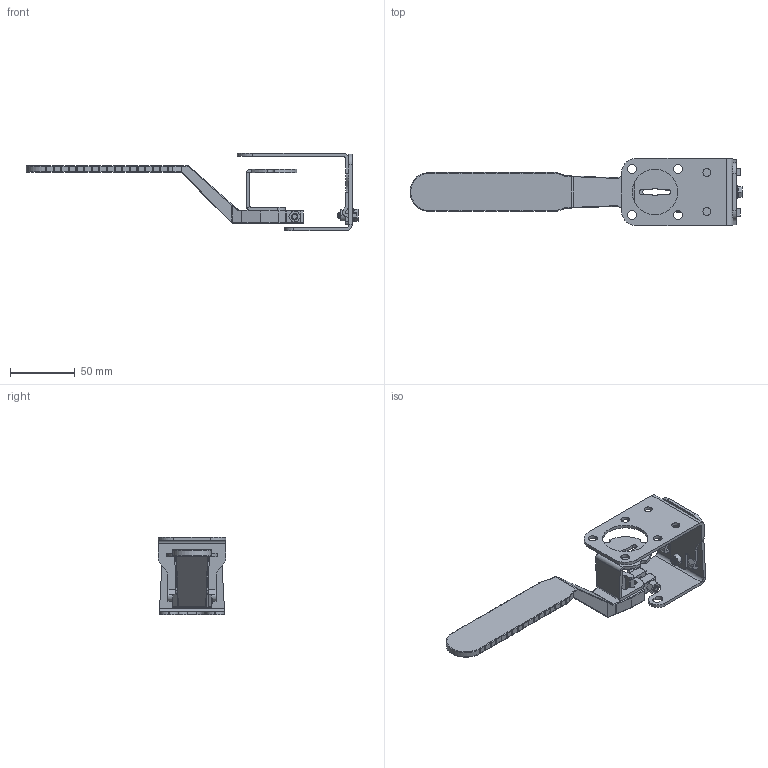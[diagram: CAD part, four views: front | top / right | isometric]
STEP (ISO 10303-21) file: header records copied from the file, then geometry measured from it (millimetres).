
FILE_DESCRIPTION((''),'2;1');
FILE_NAME('CAD-8030_ASM','2021-10-13T11:33:01',('creinig-se'),(''),'CREO PARAMETRIC BY PTC INC, 2019292','CREO PARAMETRIC BY PTC INC, 2019292','');
FILE_SCHEMA(('CONFIG_CONTROL_DESIGN','SHAPE_APPEARANCE_LAYERS_GROUPS'));
Length unit declared in the file: millimetre
Products named in the file (4): CAD-8030_1; CAD-8030_2; CAD-8030_3; CAD-8030_ASM
Assembly tree (3 placements, depth 2):
  CAD-8030_ASM
    CAD-8030_1
    CAD-8030_2
    CAD-8030_3
Bounding box: 255.59 x 52 x 60 mm (x, y, z)
Volume: 69587 mm3; surface area: 43575.6 mm2
Topology: 5 solids, 5 shells, 870 faces, 2194 edges, 1264 vertices
Faces by surface type: cylinder 433, plane 304, sphere 77, cone 34, bspline 12, torus 10
Entity records: 32403 total; most frequent: CARTESIAN_POINT 5628, ORIENTED_EDGE 4232, DIRECTION 4218, PRESENTATION_STYLE_ASSIGNMENT 2119, STYLED_ITEM 2119, CURVE_STYLE 2116, EDGE_CURVE 2116, AXIS2_PLACEMENT_3D 1462
